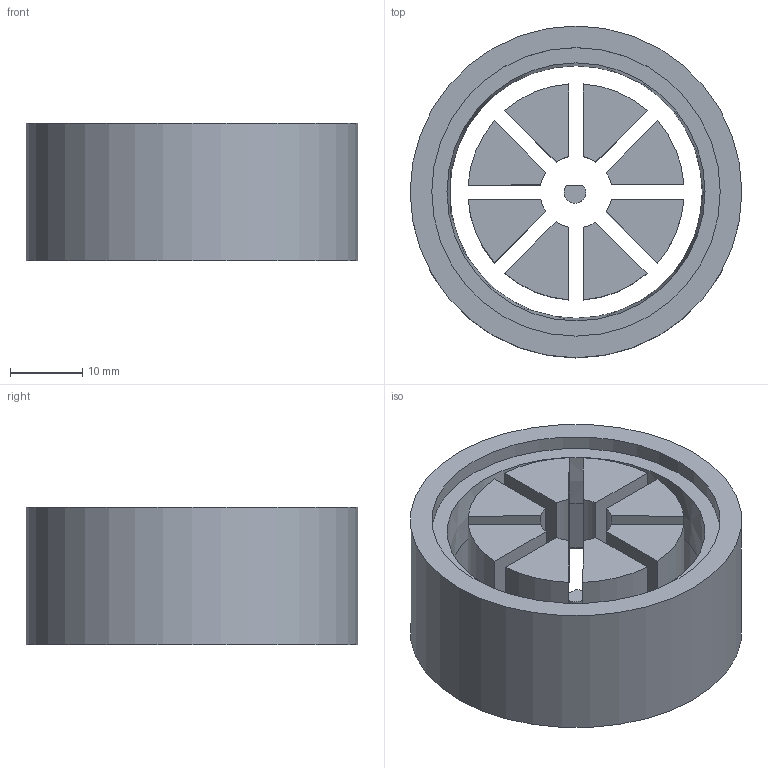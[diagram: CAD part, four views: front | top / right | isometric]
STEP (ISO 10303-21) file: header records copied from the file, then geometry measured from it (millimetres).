
FILE_DESCRIPTION(('FreeCAD Model'),'2;1');
FILE_NAME('Open CASCADE Shape Model','2022-11-11T16:24:44',(''),(''), 'Open CASCADE STEP processor 7.6','FreeCAD','Unknown');
FILE_SCHEMA(('AUTOMOTIVE_DESIGN { 1 0 10303 214 1 1 1 1 }'));
Length unit declared in the file: millimetre
Products named in the file (1): Cut
Bounding box: 46 x 46 x 19 mm (x, y, z)
Volume: 20885.4 mm3; surface area: 12107.8 mm2
Topology: 10 solids, 10 shells, 61 faces, 118 edges, 79 vertices
Faces by surface type: plane 39, cylinder 21, cone 1
Full cylindrical faces by diameter (mm): 35 x1, 40 x2, 46 x1
Entity records: 3252 total; most frequent: CARTESIAN_POINT 791, DIRECTION 414, ORIENTED_EDGE 236, PCURVE 236, DEFINITIONAL_REPRESENTATION 236, LINE 192, VECTOR 192, EDGE_CURVE 118
